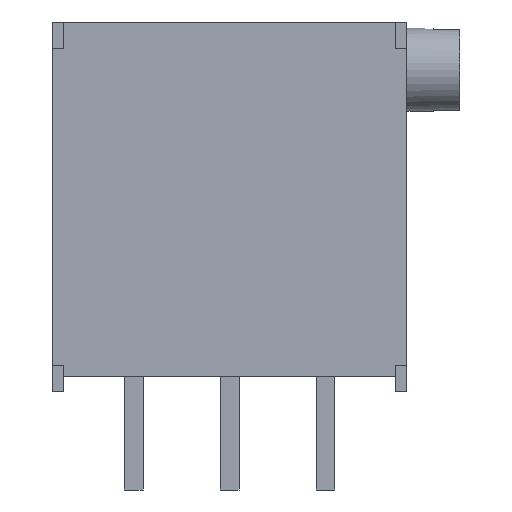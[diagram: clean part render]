
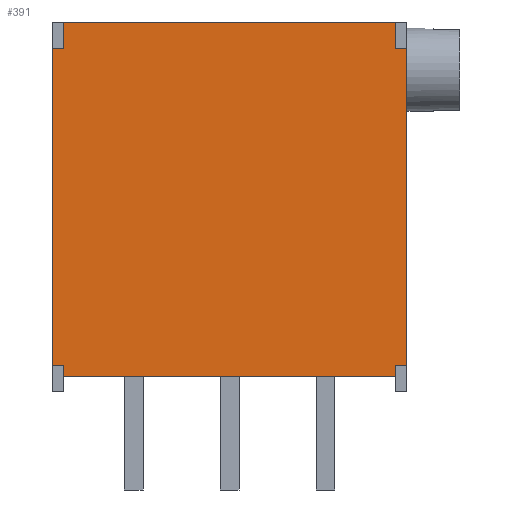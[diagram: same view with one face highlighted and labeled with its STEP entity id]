
A CAD part, front view. The second image highlights one B-rep face of the part: STEP entity #391.
In plain terms, the highlighted planar face has unit normal (0, -1, 0).
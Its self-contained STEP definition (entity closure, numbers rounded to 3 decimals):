
#41=CARTESIAN_POINT('',(4.7,-2.0,0.696));
#42=VERTEX_POINT('',#41);
#43=CARTESIAN_POINT('',(4.7,-2.0,9.1));
#44=VERTEX_POINT('',#43);
#45=CARTESIAN_POINT('',(4.7,-2.0,0.696));
#46=DIRECTION('',(0.0,0.0,1.0));
#47=VECTOR('',#46,1.0);
#48=LINE('',#45,#47);
#49=EDGE_CURVE('n� 252',#42,#44,#48,.T.);
#124=CARTESIAN_POINT('',(-4.4,-2.0,0.4));
#125=VERTEX_POINT('',#124);
#142=CARTESIAN_POINT('',(4.4,-2.0,0.4));
#143=VERTEX_POINT('',#142);
#150=CARTESIAN_POINT('',(-4.4,-2.0,0.4));
#151=DIRECTION('',(-1.0,-0.0,0.0));
#152=VECTOR('',#151,1.0);
#153=LINE('',#150,#152);
#154=EDGE_CURVE('n� 583',#143,#125,#153,.T.);
#306=CARTESIAN_POINT('',(-4.4,-2.0,0.7));
#307=VERTEX_POINT('',#306);
#308=CARTESIAN_POINT('',(-4.4,-2.0,0.7));
#309=DIRECTION('',(-0.0,0.0,-1.0));
#310=VECTOR('',#309,1.0);
#311=LINE('',#308,#310);
#312=EDGE_CURVE('n� 268',#307,#125,#311,.T.);
#313=ORIENTED_EDGE('',*,*,#312,.T.);
#314=ORIENTED_EDGE('',*,*,#154,.F.);
#315=CARTESIAN_POINT('',(4.4,-2.0,0.696));
#316=VERTEX_POINT('',#315);
#317=CARTESIAN_POINT('',(4.4,-2.0,0.0));
#318=DIRECTION('',(0.0,0.0,1.0));
#319=VECTOR('',#318,1.0);
#320=LINE('',#317,#319);
#321=EDGE_CURVE('n� 541',#143,#316,#320,.T.);
#322=ORIENTED_EDGE('',*,*,#321,.T.);
#323=CARTESIAN_POINT('',(4.4,-2.0,0.696));
#324=DIRECTION('',(1.0,0.0,0.0));
#325=VECTOR('',#324,1.0);
#326=LINE('',#323,#325);
#327=EDGE_CURVE('n� 256',#316,#42,#326,.T.);
#328=ORIENTED_EDGE('',*,*,#327,.T.);
#329=ORIENTED_EDGE('',*,*,#49,.T.);
#330=CARTESIAN_POINT('',(4.4,-2.0,9.1));
#331=VERTEX_POINT('',#330);
#332=CARTESIAN_POINT('',(4.7,-2.0,9.1));
#333=DIRECTION('',(-1.0,-0.0,0.0));
#334=VECTOR('',#333,1.0);
#335=LINE('',#332,#334);
#336=EDGE_CURVE('n� 296',#44,#331,#335,.T.);
#337=ORIENTED_EDGE('',*,*,#336,.T.);
#338=CARTESIAN_POINT('',(4.4,-2.0,9.8));
#339=VERTEX_POINT('',#338);
#340=CARTESIAN_POINT('',(4.4,-2.0,9.1));
#341=DIRECTION('',(-0.0,0.0,1.0));
#342=VECTOR('',#341,1.0);
#343=LINE('',#340,#342);
#344=EDGE_CURVE('n� 292',#331,#339,#343,.T.);
#345=ORIENTED_EDGE('',*,*,#344,.T.);
#346=CARTESIAN_POINT('',(-4.4,-2.0,9.8));
#347=VERTEX_POINT('',#346);
#348=CARTESIAN_POINT('',(4.4,-2.0,9.8));
#349=DIRECTION('',(-1.0,-0.0,-0.0));
#350=VECTOR('',#349,1.0);
#351=LINE('',#348,#350);
#352=EDGE_CURVE('n� 288',#339,#347,#351,.T.);
#353=ORIENTED_EDGE('',*,*,#352,.T.);
#354=CARTESIAN_POINT('',(-4.4,-2.0,9.1));
#355=VERTEX_POINT('',#354);
#356=CARTESIAN_POINT('',(-4.4,-2.0,9.8));
#357=DIRECTION('',(0.0,0.0,-1.0));
#358=VECTOR('',#357,1.0);
#359=LINE('',#356,#358);
#360=EDGE_CURVE('n� 284',#347,#355,#359,.T.);
#361=ORIENTED_EDGE('',*,*,#360,.T.);
#362=CARTESIAN_POINT('',(-4.7,-2.0,9.1));
#363=VERTEX_POINT('',#362);
#364=CARTESIAN_POINT('',(-4.4,-2.0,9.1));
#365=DIRECTION('',(-1.0,-0.0,0.0));
#366=VECTOR('',#365,1.0);
#367=LINE('',#364,#366);
#368=EDGE_CURVE('n� 280',#355,#363,#367,.T.);
#369=ORIENTED_EDGE('',*,*,#368,.T.);
#370=CARTESIAN_POINT('',(-4.7,-2.0,0.7));
#371=VERTEX_POINT('',#370);
#372=CARTESIAN_POINT('',(-4.7,-2.0,9.1));
#373=DIRECTION('',(0.0,0.0,-1.0));
#374=VECTOR('',#373,1.0);
#375=LINE('',#372,#374);
#376=EDGE_CURVE('n� 276',#363,#371,#375,.T.);
#377=ORIENTED_EDGE('',*,*,#376,.T.);
#378=CARTESIAN_POINT('',(-4.7,-2.0,0.7));
#379=DIRECTION('',(1.0,0.0,0.0));
#380=VECTOR('',#379,1.0);
#381=LINE('',#378,#380);
#382=EDGE_CURVE('n� 272',#371,#307,#381,.T.);
#383=ORIENTED_EDGE('',*,*,#382,.T.);
#384=EDGE_LOOP('',(
    #313,#314,#322,#328,#329,#337,#345,#353,#361,#369,
    #377,#383));
#385=FACE_OUTER_BOUND('',#384,.T.);
#386=CARTESIAN_POINT('',(4.7,-2.0,9.1));
#387=DIRECTION('',(0.0,-1.0,0.0));
#388=DIRECTION('',(0.0,0.0,1.0));
#389=AXIS2_PLACEMENT_3D('',#386,#387,#388);
#390=PLANE('',#389);
#391=ADVANCED_FACE('n� 546',(#385),#390,.T.);
